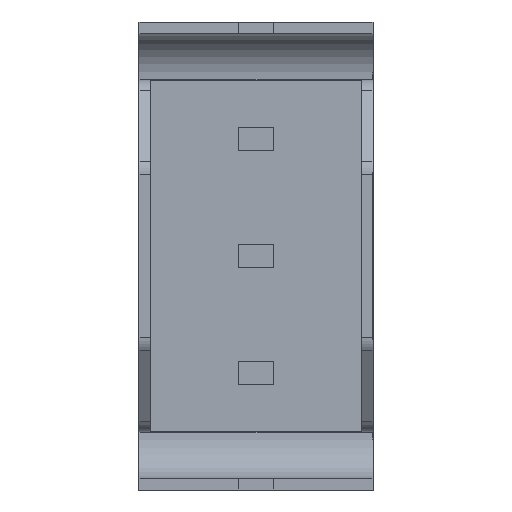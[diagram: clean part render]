
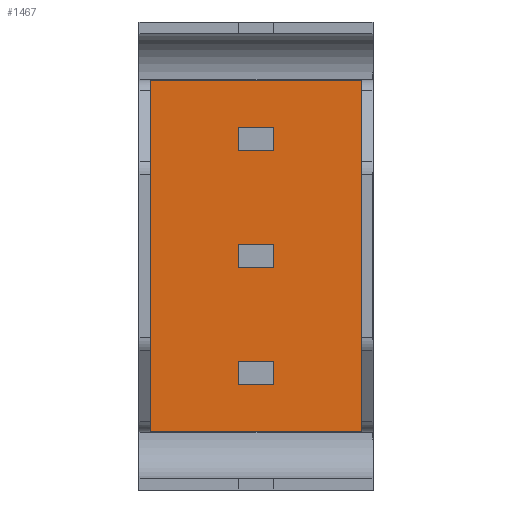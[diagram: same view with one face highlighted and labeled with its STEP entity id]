
A CAD part, front view. The second image highlights one B-rep face of the part: STEP entity #1467.
In plain terms, the highlighted planar face has unit normal (0, -1, 0).
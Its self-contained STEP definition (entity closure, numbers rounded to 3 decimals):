
#33=FACE_BOUND('',#174,.T.);
#34=FACE_BOUND('',#175,.T.);
#35=FACE_BOUND('',#176,.T.);
#92=FACE_OUTER_BOUND('',#173,.T.);
#173=EDGE_LOOP('',(#995,#996,#997,#998));
#174=EDGE_LOOP('',(#999,#1000,#1001,#1002));
#175=EDGE_LOOP('',(#1003,#1004,#1005,#1006));
#176=EDGE_LOOP('',(#1007,#1008,#1009,#1010));
#266=LINE('',#2136,#439);
#268=LINE('',#2141,#441);
#272=LINE('',#2149,#445);
#275=LINE('',#2155,#448);
#278=LINE('',#2160,#451);
#280=LINE('',#2165,#453);
#281=LINE('',#2167,#454);
#282=LINE('',#2168,#455);
#283=LINE('',#2171,#456);
#284=LINE('',#2173,#457);
#285=LINE('',#2175,#458);
#286=LINE('',#2176,#459);
#287=LINE('',#2179,#460);
#288=LINE('',#2181,#461);
#289=LINE('',#2183,#462);
#290=LINE('',#2184,#463);
#439=VECTOR('',#1705,10.);
#441=VECTOR('',#1709,10.);
#445=VECTOR('',#1715,10.);
#448=VECTOR('',#1720,10.);
#451=VECTOR('',#1725,10.);
#453=VECTOR('',#1731,10.);
#454=VECTOR('',#1732,10.);
#455=VECTOR('',#1733,10.);
#456=VECTOR('',#1734,10.);
#457=VECTOR('',#1735,10.);
#458=VECTOR('',#1736,10.);
#459=VECTOR('',#1737,10.);
#460=VECTOR('',#1738,10.);
#461=VECTOR('',#1739,10.);
#462=VECTOR('',#1740,10.);
#463=VECTOR('',#1741,10.);
#616=VERTEX_POINT('',#2133);
#617=VERTEX_POINT('',#2135);
#618=VERTEX_POINT('',#2139);
#619=VERTEX_POINT('',#2140);
#622=VERTEX_POINT('',#2148);
#624=VERTEX_POINT('',#2154);
#626=VERTEX_POINT('',#2164);
#627=VERTEX_POINT('',#2166);
#628=VERTEX_POINT('',#2169);
#629=VERTEX_POINT('',#2170);
#630=VERTEX_POINT('',#2172);
#631=VERTEX_POINT('',#2174);
#632=VERTEX_POINT('',#2177);
#633=VERTEX_POINT('',#2178);
#634=VERTEX_POINT('',#2180);
#635=VERTEX_POINT('',#2182);
#757=EDGE_CURVE('',#617,#616,#266,.T.);
#759=EDGE_CURVE('',#618,#619,#268,.T.);
#763=EDGE_CURVE('',#619,#622,#272,.T.);
#766=EDGE_CURVE('',#622,#624,#275,.T.);
#769=EDGE_CURVE('',#624,#618,#278,.T.);
#771=EDGE_CURVE('',#616,#626,#280,.T.);
#772=EDGE_CURVE('',#626,#627,#281,.T.);
#773=EDGE_CURVE('',#627,#617,#282,.T.);
#774=EDGE_CURVE('',#628,#629,#283,.T.);
#775=EDGE_CURVE('',#630,#628,#284,.T.);
#776=EDGE_CURVE('',#631,#630,#285,.T.);
#777=EDGE_CURVE('',#629,#631,#286,.T.);
#778=EDGE_CURVE('',#632,#633,#287,.T.);
#779=EDGE_CURVE('',#634,#632,#288,.T.);
#780=EDGE_CURVE('',#635,#634,#289,.T.);
#781=EDGE_CURVE('',#633,#635,#290,.T.);
#995=ORIENTED_EDGE('',*,*,#757,.T.);
#996=ORIENTED_EDGE('',*,*,#771,.T.);
#997=ORIENTED_EDGE('',*,*,#772,.T.);
#998=ORIENTED_EDGE('',*,*,#773,.T.);
#999=ORIENTED_EDGE('',*,*,#759,.T.);
#1000=ORIENTED_EDGE('',*,*,#763,.T.);
#1001=ORIENTED_EDGE('',*,*,#766,.T.);
#1002=ORIENTED_EDGE('',*,*,#769,.T.);
#1003=ORIENTED_EDGE('',*,*,#774,.F.);
#1004=ORIENTED_EDGE('',*,*,#775,.F.);
#1005=ORIENTED_EDGE('',*,*,#776,.F.);
#1006=ORIENTED_EDGE('',*,*,#777,.F.);
#1007=ORIENTED_EDGE('',*,*,#778,.F.);
#1008=ORIENTED_EDGE('',*,*,#779,.F.);
#1009=ORIENTED_EDGE('',*,*,#780,.F.);
#1010=ORIENTED_EDGE('',*,*,#781,.F.);
#1397=PLANE('',#1566);
#1467=ADVANCED_FACE('',(#92,#33,#34,#35),#1397,.F.);
#1566=AXIS2_PLACEMENT_3D('',#2163,#1729,#1730);
#1705=DIRECTION('',(0.,0.,1.));
#1709=DIRECTION('',(-1.,0.,0.));
#1715=DIRECTION('',(0.,0.,1.));
#1720=DIRECTION('',(1.,0.,0.));
#1725=DIRECTION('',(0.,0.,-1.));
#1729=DIRECTION('center_axis',(0.,1.,0.));
#1730=DIRECTION('ref_axis',(-1.,0.,0.));
#1731=DIRECTION('',(-1.,0.,0.));
#1732=DIRECTION('',(0.,0.,-1.));
#1733=DIRECTION('',(1.,0.,0.));
#1734=DIRECTION('',(1.,0.,0.));
#1735=DIRECTION('',(0.,0.,-1.));
#1736=DIRECTION('',(-1.,0.,0.));
#1737=DIRECTION('',(0.,0.,1.));
#1738=DIRECTION('',(-1.,0.,0.));
#1739=DIRECTION('',(0.,0.,1.));
#1740=DIRECTION('',(1.,0.,0.));
#1741=DIRECTION('',(0.,0.,-1.));
#2133=CARTESIAN_POINT('',(27.786,1.6,13.85));
#2135=CARTESIAN_POINT('',(27.786,1.6,6.23));
#2136=CARTESIAN_POINT('',(27.786,1.6,5.214));
#2139=CARTESIAN_POINT('',(25.881,1.6,7.246));
#2140=CARTESIAN_POINT('',(25.119,1.6,7.246));
#2141=CARTESIAN_POINT('',(25.31,1.6,7.246));
#2148=CARTESIAN_POINT('',(25.119,1.6,7.754));
#2149=CARTESIAN_POINT('',(25.119,1.6,8.897));
#2154=CARTESIAN_POINT('',(25.881,1.6,7.754));
#2155=CARTESIAN_POINT('',(25.691,1.6,7.754));
#2160=CARTESIAN_POINT('',(25.881,1.6,8.643));
#2163=CARTESIAN_POINT('Origin',(25.5,1.6,10.04));
#2164=CARTESIAN_POINT('',(23.214,1.6,13.85));
#2165=CARTESIAN_POINT('',(27.786,1.6,13.85));
#2166=CARTESIAN_POINT('',(23.214,1.6,6.23));
#2167=CARTESIAN_POINT('',(23.214,1.6,14.866));
#2168=CARTESIAN_POINT('',(23.214,1.6,6.23));
#2169=CARTESIAN_POINT('',(25.119,1.6,9.786));
#2170=CARTESIAN_POINT('',(25.881,1.6,9.786));
#2171=CARTESIAN_POINT('',(25.119,1.6,9.786));
#2172=CARTESIAN_POINT('',(25.119,1.6,10.294));
#2173=CARTESIAN_POINT('',(25.119,1.6,10.294));
#2174=CARTESIAN_POINT('',(25.881,1.6,10.294));
#2175=CARTESIAN_POINT('',(25.881,1.6,10.294));
#2176=CARTESIAN_POINT('',(25.881,1.6,9.786));
#2177=CARTESIAN_POINT('',(25.881,1.6,12.834));
#2178=CARTESIAN_POINT('',(25.119,1.6,12.834));
#2179=CARTESIAN_POINT('',(25.881,1.6,12.834));
#2180=CARTESIAN_POINT('',(25.881,1.6,12.326));
#2181=CARTESIAN_POINT('',(25.881,1.6,12.326));
#2182=CARTESIAN_POINT('',(25.119,1.6,12.326));
#2183=CARTESIAN_POINT('',(25.119,1.6,12.326));
#2184=CARTESIAN_POINT('',(25.119,1.6,12.834));
